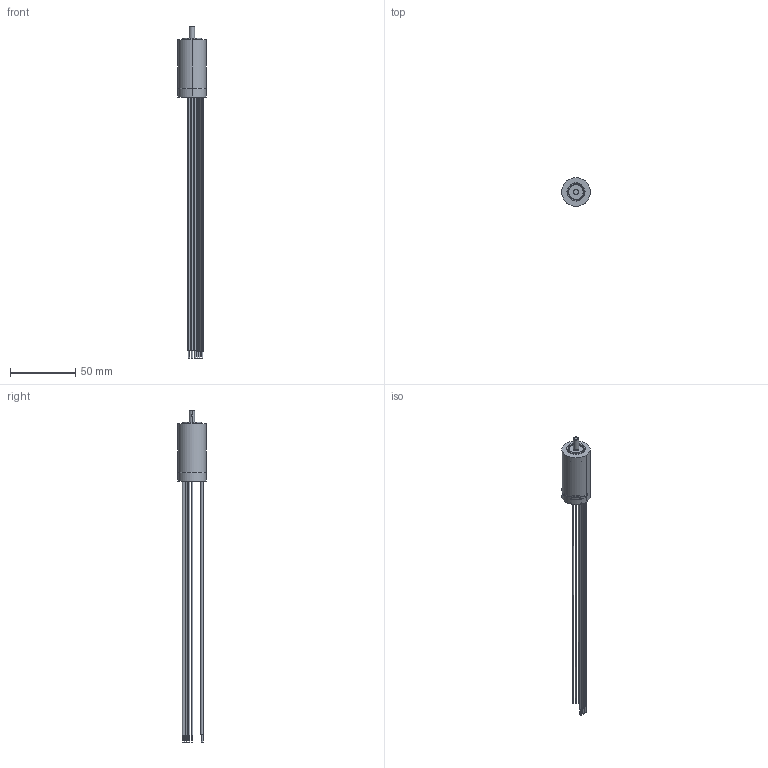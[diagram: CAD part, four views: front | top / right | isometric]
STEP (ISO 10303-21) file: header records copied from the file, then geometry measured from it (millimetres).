
FILE_DESCRIPTION((''),'2;1');
FILE_NAME('4611180000353_SW0001','2023-02-15T09:35:36',('MS22785'),(''),'CREO PARAMETRIC BY PTC INC, 2018100','CREO PARAMETRIC BY PTC INC, 2018100','');
FILE_SCHEMA(('CONFIG_CONTROL_DESIGN'));
Length unit declared in the file: millimetre
Products named in the file (1): 4611180000353_SW0001
Bounding box: 22 x 22 x 254.7 mm (x, y, z)
Volume: 7395.6 mm3; surface area: 15836.2 mm2
Topology: 1 solids, 5 shells, 223 faces, 508 edges, 327 vertices
Faces by surface type: cylinder 111, plane 71, torus 27, cone 14
Entity records: 6477 total; most frequent: DIRECTION 1255, CARTESIAN_POINT 1096, ORIENTED_EDGE 1012, AXIS2_PLACEMENT_3D 534, EDGE_CURVE 506, VERTEX_POINT 327, CIRCLE 311, EDGE_LOOP 277
